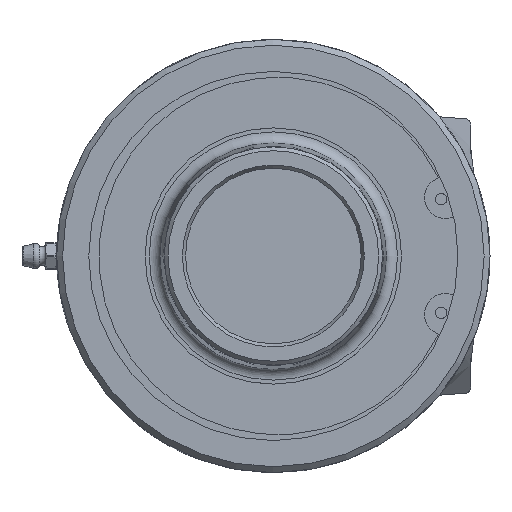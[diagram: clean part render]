
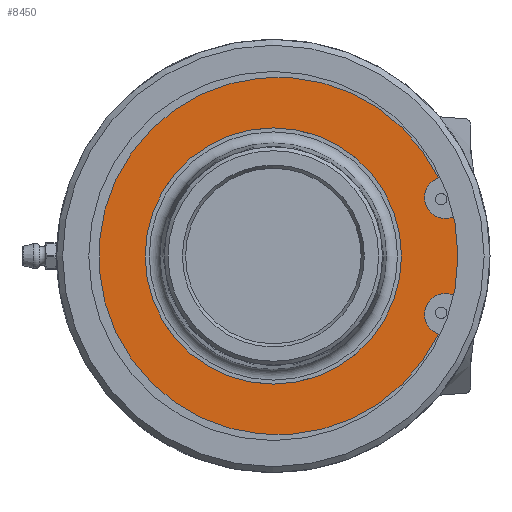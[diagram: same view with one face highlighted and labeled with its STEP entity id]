
A CAD part, left-side view. The second image highlights one B-rep face of the part: STEP entity #8450.
In plain terms, the highlighted planar face has unit normal (-1, 0, 0).
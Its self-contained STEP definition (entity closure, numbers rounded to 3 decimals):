
#459=PLANE('',#9076);
#509=FACE_BOUND('',#1887,.T.);
#1376=FACE_OUTER_BOUND('',#1886,.T.);
#1886=EDGE_LOOP('',(#7501,#7502,#7503,#7504,#7505,#7506));
#1887=EDGE_LOOP('',(#7507,#7508));
#2086=CIRCLE('',#8726,5.682);
#2092=CIRCLE('',#8737,5.682);
#2094=CIRCLE('',#8740,48.478);
#2135=CIRCLE('',#8803,34.75);
#2136=CIRCLE('',#8804,34.75);
#2267=CIRCLE('',#9077,53.8);
#2353=LINE('',#14144,#2765);
#2358=LINE('',#14164,#2770);
#2765=VECTOR('',#9603,10.);
#2770=VECTOR('',#9622,10.);
#3458=VERTEX_POINT('',#14130);
#3459=VERTEX_POINT('',#14132);
#3462=VERTEX_POINT('',#14142);
#3469=VERTEX_POINT('',#14161);
#3470=VERTEX_POINT('',#14163);
#3473=VERTEX_POINT('',#14173);
#3516=VERTEX_POINT('',#14320);
#3517=VERTEX_POINT('',#14321);
#4350=EDGE_CURVE('',#3459,#3458,#2086,.T.);
#4355=EDGE_CURVE('',#3458,#3462,#2353,.T.);
#4364=EDGE_CURVE('',#3470,#3469,#2358,.T.);
#4369=EDGE_CURVE('',#3469,#3473,#2092,.T.);
#4371=EDGE_CURVE('',#3473,#3459,#2094,.T.);
#4433=EDGE_CURVE('',#3516,#3517,#2135,.T.);
#4434=EDGE_CURVE('',#3517,#3516,#2136,.T.);
#5129=EDGE_CURVE('',#3462,#3470,#2267,.T.);
#7501=ORIENTED_EDGE('',*,*,#4355,.T.);
#7502=ORIENTED_EDGE('',*,*,#5129,.T.);
#7503=ORIENTED_EDGE('',*,*,#4364,.T.);
#7504=ORIENTED_EDGE('',*,*,#4369,.T.);
#7505=ORIENTED_EDGE('',*,*,#4371,.T.);
#7506=ORIENTED_EDGE('',*,*,#4350,.T.);
#7507=ORIENTED_EDGE('',*,*,#4433,.T.);
#7508=ORIENTED_EDGE('',*,*,#4434,.T.);
#8450=ADVANCED_FACE('',(#1376,#509),#459,.F.);
#8726=AXIS2_PLACEMENT_3D('',#14133,#9596,#9597);
#8737=AXIS2_PLACEMENT_3D('',#14175,#9629,#9630);
#8740=AXIS2_PLACEMENT_3D('',#14178,#9635,#9636);
#8803=AXIS2_PLACEMENT_3D('',#14322,#9774,#9775);
#8804=AXIS2_PLACEMENT_3D('',#14323,#9776,#9777);
#9076=AXIS2_PLACEMENT_3D('',#25070,#10646,#10647);
#9077=AXIS2_PLACEMENT_3D('',#25071,#10648,#10649);
#9596=DIRECTION('center_axis',(1.,0.,0.));
#9597=DIRECTION('ref_axis',(0.,-0.335,0.942));
#9603=DIRECTION('',(0.,-0.96,-0.281));
#9622=DIRECTION('',(0.,0.96,-0.281));
#9629=DIRECTION('center_axis',(1.,0.,0.));
#9630=DIRECTION('ref_axis',(0.,0.335,0.942));
#9635=DIRECTION('center_axis',(-1.,0.,0.));
#9636=DIRECTION('ref_axis',(0.,1.,0.));
#9774=DIRECTION('center_axis',(1.,0.,0.));
#9775=DIRECTION('ref_axis',(0.,-1.,0.));
#9776=DIRECTION('center_axis',(1.,0.,0.));
#9777=DIRECTION('ref_axis',(0.,-1.,0.));
#10646=DIRECTION('center_axis',(1.,0.,0.));
#10647=DIRECTION('ref_axis',(0.,0.,-1.));
#10648=DIRECTION('center_axis',(-1.,0.,0.));
#10649=DIRECTION('ref_axis',(0.,1.,0.));
#14130=CARTESIAN_POINT('',(10.375,-48.558,-10.495));
#14132=CARTESIAN_POINT('',(10.375,-44.751,-21.202));
#14133=CARTESIAN_POINT('Origin',(10.375,-46.655,-15.848));
#14142=CARTESIAN_POINT('',(10.375,-52.522,-11.656));
#14144=CARTESIAN_POINT('',(10.375,-14.375,-0.486));
#14161=CARTESIAN_POINT('',(10.375,-48.558,10.495));
#14163=CARTESIAN_POINT('',(10.375,-52.522,11.656));
#14164=CARTESIAN_POINT('',(10.375,-12.393,-0.094));
#14173=CARTESIAN_POINT('',(10.375,-44.751,21.202));
#14175=CARTESIAN_POINT('Origin',(10.375,-46.655,15.848));
#14178=CARTESIAN_POINT('Origin',(10.375,-1.155,0.));
#14320=CARTESIAN_POINT('',(10.375,-34.75,0.));
#14321=CARTESIAN_POINT('',(10.375,34.75,0.));
#14322=CARTESIAN_POINT('Origin',(10.375,0.,0.));
#14323=CARTESIAN_POINT('Origin',(10.375,0.,0.));
#25070=CARTESIAN_POINT('Origin',(10.375,26.9,0.));
#25071=CARTESIAN_POINT('Origin',(10.375,0.,0.));
